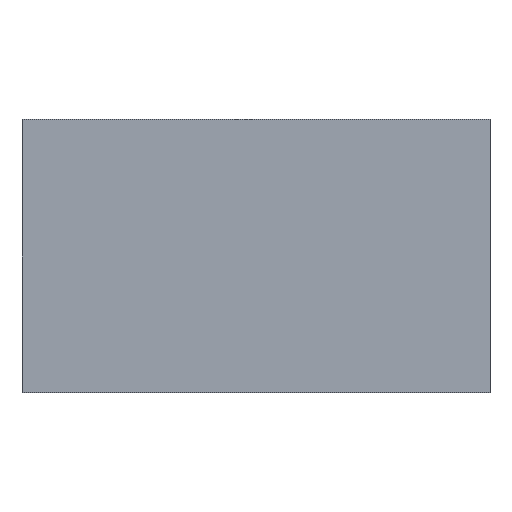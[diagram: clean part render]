
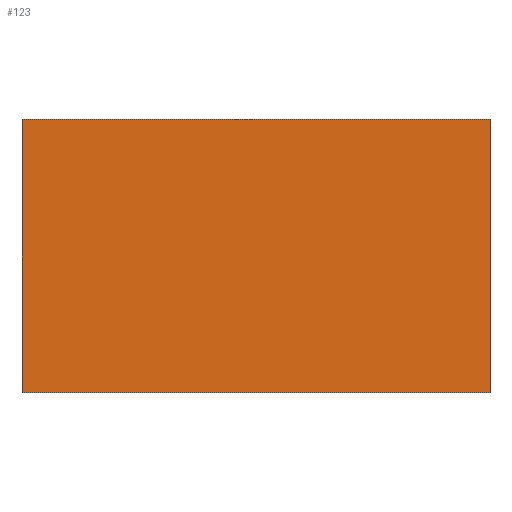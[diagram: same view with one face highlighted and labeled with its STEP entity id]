
A CAD part, top view. The second image highlights one B-rep face of the part: STEP entity #123.
In plain terms, the highlighted planar face has unit normal (0, 0, 1).
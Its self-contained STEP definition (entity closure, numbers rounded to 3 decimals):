
#3 = LINE ( 'NONE', #72, #159 ) ;
#15 = ORIENTED_EDGE ( 'NONE', *, *, #132, .T. ) ;
#18 = AXIS2_PLACEMENT_3D ( 'NONE', #135, #182, #165 ) ;
#20 = VERTEX_POINT ( 'NONE', #158 ) ;
#34 = VECTOR ( 'NONE', #180, 1000. ) ;
#37 = VERTEX_POINT ( 'NONE', #144 ) ;
#39 = LINE ( 'NONE', #41, #34 ) ;
#40 = EDGE_CURVE ( 'NONE', #20, #156, #187, .T. ) ;
#41 = CARTESIAN_POINT ( 'NONE',  ( 0., 700., 4. ) ) ;
#52 = CARTESIAN_POINT ( 'NONE',  ( -1200., 0., 4. ) ) ;
#56 = DIRECTION ( 'NONE',  ( 0., 1., 0. ) ) ;
#66 = ORIENTED_EDGE ( 'NONE', *, *, #120, .T. ) ;
#72 = CARTESIAN_POINT ( 'NONE',  ( 0., 0., 4. ) ) ;
#74 = CARTESIAN_POINT ( 'NONE',  ( 0., 0., 4. ) ) ;
#85 = DIRECTION ( 'NONE',  ( 0., -1., 0. ) ) ;
#92 = ORIENTED_EDGE ( 'NONE', *, *, #110, .T. ) ;
#93 = CARTESIAN_POINT ( 'NONE',  ( 0., 0., 4. ) ) ;
#110 = EDGE_CURVE ( 'NONE', #155, #37, #3, .T. ) ;
#115 = VECTOR ( 'NONE', #195, 1000. ) ;
#120 = EDGE_CURVE ( 'NONE', #37, #20, #39, .T. ) ;
#123 = ADVANCED_FACE ( 'NONE', ( #200 ), #162, .T. ) ;
#132 = EDGE_CURVE ( 'NONE', #156, #155, #194, .T. ) ;
#135 = CARTESIAN_POINT ( 'NONE',  ( 0., 0., 4. ) ) ;
#144 = CARTESIAN_POINT ( 'NONE',  ( 0., 700., 4. ) ) ;
#152 = CARTESIAN_POINT ( 'NONE',  ( -1200., 0., 4. ) ) ;
#155 = VERTEX_POINT ( 'NONE', #93 ) ;
#156 = VERTEX_POINT ( 'NONE', #152 ) ;
#158 = CARTESIAN_POINT ( 'NONE',  ( -1200., 700., 4. ) ) ;
#159 = VECTOR ( 'NONE', #56, 1000. ) ;
#162 = PLANE ( 'NONE',  #18 ) ;
#165 = DIRECTION ( 'NONE',  ( 1., 0., 0. ) ) ;
#173 = ORIENTED_EDGE ( 'NONE', *, *, #40, .T. ) ;
#177 = VECTOR ( 'NONE', #85, 1000. ) ;
#180 = DIRECTION ( 'NONE',  ( -1., 0., 0. ) ) ;
#182 = DIRECTION ( 'NONE',  ( 0., 0., 1. ) ) ;
#187 = LINE ( 'NONE', #52, #177 ) ;
#194 = LINE ( 'NONE', #74, #115 ) ;
#195 = DIRECTION ( 'NONE',  ( 1., 0., 0. ) ) ;
#196 = EDGE_LOOP ( 'NONE', ( #92, #66, #173, #15 ) ) ;
#200 = FACE_OUTER_BOUND ( 'NONE', #196, .T. ) ;
